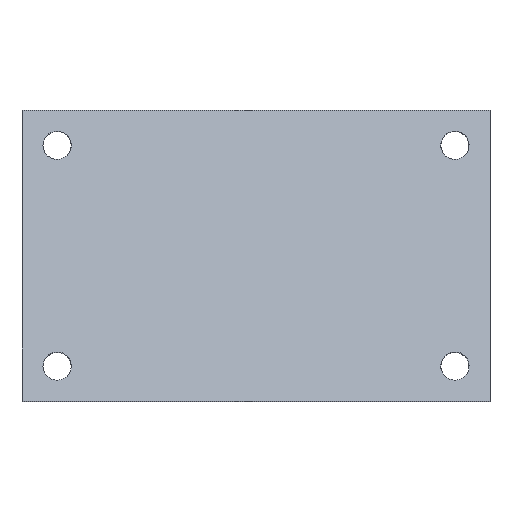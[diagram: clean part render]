
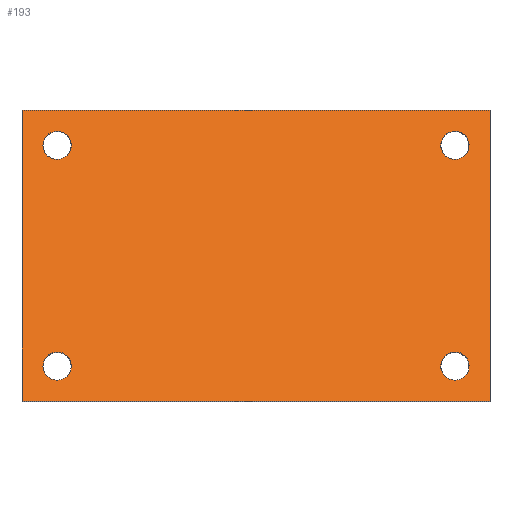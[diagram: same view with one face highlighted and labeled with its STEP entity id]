
A CAD part, top view. The second image highlights one B-rep face of the part: STEP entity #193.
In plain terms, the highlighted planar face has unit normal (0, 0.643, 0.766).
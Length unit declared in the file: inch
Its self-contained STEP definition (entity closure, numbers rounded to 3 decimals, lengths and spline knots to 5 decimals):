
#15=FACE_BOUND('',#44,.T.);
#16=FACE_BOUND('',#45,.T.);
#17=FACE_BOUND('',#46,.T.);
#18=FACE_BOUND('',#47,.T.);
#23=PLANE('',#233);
#33=FACE_OUTER_BOUND('',#43,.T.);
#43=EDGE_LOOP('',(#153,#154,#155,#156));
#44=EDGE_LOOP('',(#157));
#45=EDGE_LOOP('',(#158));
#46=EDGE_LOOP('',(#159));
#47=EDGE_LOOP('',(#160));
#57=ELLIPSE('',#223,0.13119,0.1005);
#58=ELLIPSE('',#226,0.13119,0.1005);
#59=ELLIPSE('',#229,0.13119,0.1005);
#60=ELLIPSE('',#232,0.13119,0.1005);
#65=LINE('',#321,#81);
#66=LINE('',#323,#82);
#67=LINE('',#325,#83);
#68=LINE('',#326,#84);
#81=VECTOR('',#271,0.3937);
#82=VECTOR('',#272,0.3937);
#83=VECTOR('',#273,0.3937);
#84=VECTOR('',#274,0.3937);
#98=VERTEX_POINT('',#297);
#100=VERTEX_POINT('',#303);
#102=VERTEX_POINT('',#309);
#104=VERTEX_POINT('',#315);
#105=VERTEX_POINT('',#319);
#106=VERTEX_POINT('',#320);
#107=VERTEX_POINT('',#322);
#108=VERTEX_POINT('',#324);
#115=EDGE_CURVE('',#98,#98,#57,.T.);
#118=EDGE_CURVE('',#100,#100,#58,.T.);
#121=EDGE_CURVE('',#102,#102,#59,.T.);
#124=EDGE_CURVE('',#104,#104,#60,.T.);
#125=EDGE_CURVE('',#105,#106,#65,.T.);
#126=EDGE_CURVE('',#107,#106,#66,.T.);
#127=EDGE_CURVE('',#108,#107,#67,.T.);
#128=EDGE_CURVE('',#108,#105,#68,.T.);
#153=ORIENTED_EDGE('',*,*,#125,.T.);
#154=ORIENTED_EDGE('',*,*,#126,.F.);
#155=ORIENTED_EDGE('',*,*,#127,.F.);
#156=ORIENTED_EDGE('',*,*,#128,.T.);
#157=ORIENTED_EDGE('',*,*,#115,.T.);
#158=ORIENTED_EDGE('',*,*,#118,.T.);
#159=ORIENTED_EDGE('',*,*,#121,.T.);
#160=ORIENTED_EDGE('',*,*,#124,.T.);
#193=ADVANCED_FACE('',(#33,#15,#16,#17,#18),#23,.T.);
#223=AXIS2_PLACEMENT_3D('',#299,#246,#247);
#226=AXIS2_PLACEMENT_3D('',#305,#253,#254);
#229=AXIS2_PLACEMENT_3D('',#311,#260,#261);
#232=AXIS2_PLACEMENT_3D('',#317,#267,#268);
#233=AXIS2_PLACEMENT_3D('',#318,#269,#270);
#246=DIRECTION('center_axis',(0.,-0.643,-0.766));
#247=DIRECTION('ref_axis',(0.,0.766,-0.643));
#253=DIRECTION('center_axis',(0.,-0.643,-0.766));
#254=DIRECTION('ref_axis',(0.,0.766,-0.643));
#260=DIRECTION('center_axis',(0.,-0.643,-0.766));
#261=DIRECTION('ref_axis',(0.,0.766,-0.643));
#267=DIRECTION('center_axis',(0.,-0.643,-0.766));
#268=DIRECTION('ref_axis',(0.,0.766,-0.643));
#269=DIRECTION('center_axis',(0.,0.643,0.766));
#270=DIRECTION('ref_axis',(0.,0.766,-0.643));
#271=DIRECTION('',(0.,-0.766,0.643));
#272=DIRECTION('',(-1.,0.,0.));
#273=DIRECTION('',(0.,-0.766,0.643));
#274=DIRECTION('',(-1.,0.,0.));
#297=CARTESIAN_POINT('',(1.31682,-0.7874,1.78119));
#299=CARTESIAN_POINT('Origin',(1.41732,-0.7874,1.78119));
#303=CARTESIAN_POINT('',(-1.51782,0.7874,0.45977));
#305=CARTESIAN_POINT('Origin',(-1.41732,0.7874,0.45977));
#309=CARTESIAN_POINT('',(-1.51782,-0.7874,1.78119));
#311=CARTESIAN_POINT('Origin',(-1.41732,-0.7874,1.78119));
#315=CARTESIAN_POINT('',(1.31682,0.7874,0.45977));
#317=CARTESIAN_POINT('Origin',(1.41732,0.7874,0.45977));
#318=CARTESIAN_POINT('Origin',(1.66732,-1.0374,1.99097));
#319=CARTESIAN_POINT('',(-1.66732,1.0374,0.25));
#320=CARTESIAN_POINT('',(-1.66732,-1.0374,1.99097));
#321=CARTESIAN_POINT('',(-1.66732,-0.5187,1.55572));
#322=CARTESIAN_POINT('',(1.66732,-1.0374,1.99097));
#323=CARTESIAN_POINT('',(1.66732,-1.0374,1.99097));
#324=CARTESIAN_POINT('',(1.66732,1.0374,0.25));
#325=CARTESIAN_POINT('',(1.66732,1.0374,0.25));
#326=CARTESIAN_POINT('',(1.66732,1.0374,0.25));
